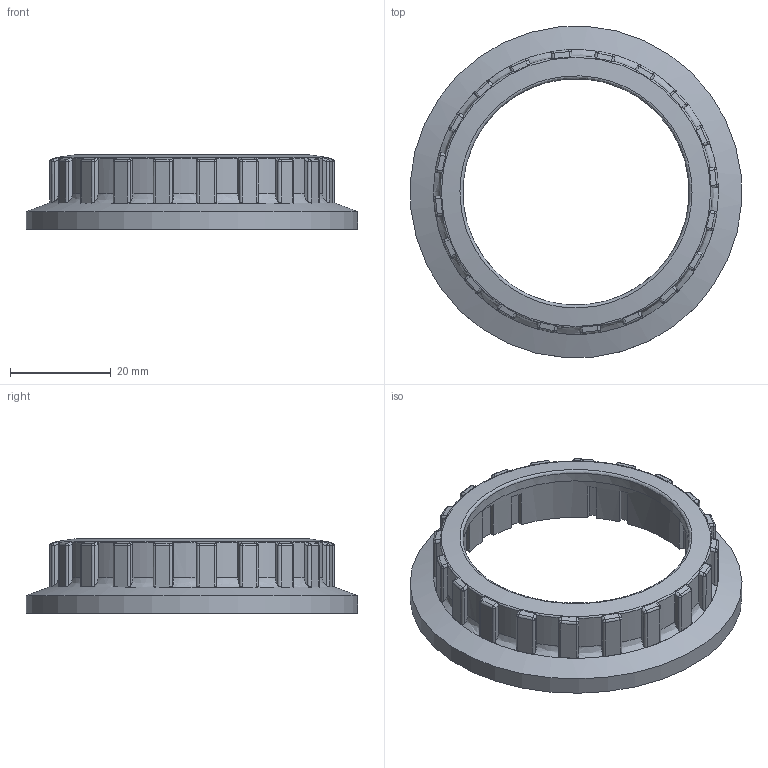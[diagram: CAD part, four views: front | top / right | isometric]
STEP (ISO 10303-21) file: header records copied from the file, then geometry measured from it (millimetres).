
FILE_DESCRIPTION(/* description */ (''),/* implementation_level */ '2;1');
FILE_NAME(/* name */ 'Knob.step',/* time_stamp */ '2023-03-09T15:45:56Z',/* author */ (''),/* organization */ (''),/* preprocessor_version */ 'ST-DEVELOPER v19.2',/* originating_system */ 'Autodesk Translation Framework v11.17.0.187',/* authorisation */ '');
FILE_SCHEMA (('AUTOMOTIVE_DESIGN { 1 0 10303 214 3 1 1 }'));
Length unit declared in the file: millimetre
Products named in the file (1): Knob
Bounding box: 65.84 x 65.84 x 14.81 mm (x, y, z)
Volume: 9386.6 mm3; surface area: 8754.1 mm2
Topology: 1 solids, 1 shells, 312 faces, 806 edges, 497 vertices
Faces by surface type: cylinder 136, plane 131, sphere 40, bspline 2, cone 2, torus 1
Full cylindrical faces by diameter (mm): 45 x1, 49.6 x1, 63.2 x1, 66 x1
Entity records: 13927 total; most frequent: CARTESIAN_POINT 6554, ORIENTED_EDGE 1612, DIRECTION 1450, EDGE_CURVE 806, AXIS2_PLACEMENT_3D 539, VERTEX_POINT 497, LINE 372, VECTOR 372
